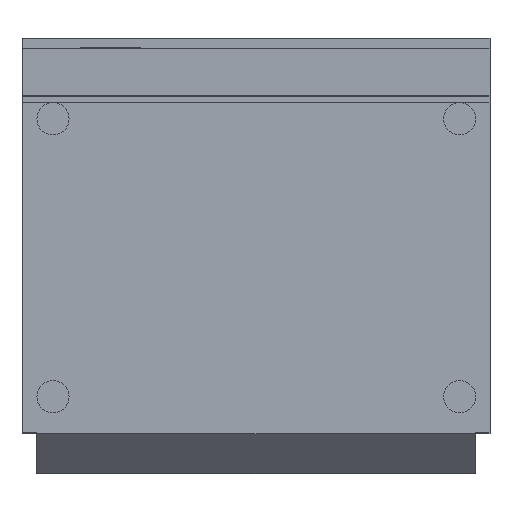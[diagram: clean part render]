
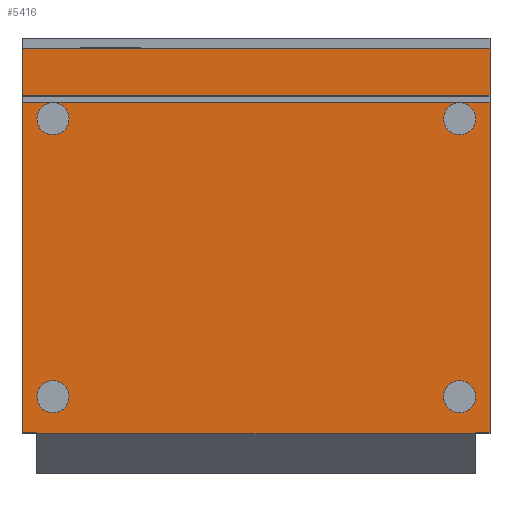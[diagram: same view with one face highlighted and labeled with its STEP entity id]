
A CAD part, front view. The second image highlights one B-rep face of the part: STEP entity #5416.
In plain terms, the highlighted planar face has unit normal (0, -1, 0).
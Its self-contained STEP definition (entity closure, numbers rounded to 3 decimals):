
#316=FACE_OUTER_BOUND('',#661,.T.);
#661=EDGE_LOOP('',(#3591,#3592,#3593,#3594,#3595,#3596,#3597,#3598));
#1013=LINE('',#7933,#1641);
#1017=LINE('',#7940,#1645);
#1027=LINE('',#7961,#1655);
#1028=LINE('',#7964,#1656);
#1029=LINE('',#7965,#1657);
#1030=LINE('',#7967,#1658);
#1031=LINE('',#7969,#1659);
#1032=LINE('',#7970,#1660);
#1641=VECTOR('',#6319,10.);
#1645=VECTOR('',#6325,10.);
#1655=VECTOR('',#6339,10.);
#1656=VECTOR('',#6342,10.);
#1657=VECTOR('',#6343,10.);
#1658=VECTOR('',#6344,10.);
#1659=VECTOR('',#6345,10.);
#1660=VECTOR('',#6346,10.);
#2269=VERTEX_POINT('',#7930);
#2270=VERTEX_POINT('',#7932);
#2272=VERTEX_POINT('',#7938);
#2278=VERTEX_POINT('',#7954);
#2281=VERTEX_POINT('',#7959);
#2282=VERTEX_POINT('',#7963);
#2283=VERTEX_POINT('',#7966);
#2284=VERTEX_POINT('',#7968);
#2799=EDGE_CURVE('',#2270,#2269,#1013,.T.);
#2803=EDGE_CURVE('',#2272,#2269,#1017,.T.);
#2813=EDGE_CURVE('',#2281,#2278,#1027,.T.);
#2814=EDGE_CURVE('',#2272,#2282,#1028,.T.);
#2815=EDGE_CURVE('',#2282,#2278,#1029,.T.);
#2816=EDGE_CURVE('',#2281,#2283,#1030,.T.);
#2817=EDGE_CURVE('',#2283,#2284,#1031,.T.);
#2818=EDGE_CURVE('',#2270,#2284,#1032,.T.);
#3591=ORIENTED_EDGE('',*,*,#2799,.T.);
#3592=ORIENTED_EDGE('',*,*,#2803,.F.);
#3593=ORIENTED_EDGE('',*,*,#2814,.T.);
#3594=ORIENTED_EDGE('',*,*,#2815,.T.);
#3595=ORIENTED_EDGE('',*,*,#2813,.F.);
#3596=ORIENTED_EDGE('',*,*,#2816,.T.);
#3597=ORIENTED_EDGE('',*,*,#2817,.T.);
#3598=ORIENTED_EDGE('',*,*,#2818,.F.);
#5123=PLANE('',#5826);
#5416=ADVANCED_FACE('',(#316),#5123,.F.);
#5826=AXIS2_PLACEMENT_3D('',#7962,#6340,#6341);
#6319=DIRECTION('',(-1.,0.,0.));
#6325=DIRECTION('',(0.,0.,1.));
#6339=DIRECTION('',(-1.,0.,0.));
#6340=DIRECTION('center_axis',(0.,1.,0.));
#6341=DIRECTION('ref_axis',(0.,0.,1.));
#6342=DIRECTION('',(1.,0.,0.));
#6343=DIRECTION('',(0.,0.,-1.));
#6344=DIRECTION('',(0.,0.,1.));
#6345=DIRECTION('',(1.,0.,0.));
#6346=DIRECTION('',(0.,0.,-1.));
#7930=CARTESIAN_POINT('',(-400.,0.,355.5));
#7932=CARTESIAN_POINT('',(400.,0.,355.5));
#7933=CARTESIAN_POINT('',(0.,0.,355.5));
#7938=CARTESIAN_POINT('',(-400.,0.,-302.5));
#7940=CARTESIAN_POINT('',(-400.,0.,-372.5));
#7954=CARTESIAN_POINT('',(-375.,0.,-303.5));
#7959=CARTESIAN_POINT('',(375.,0.,-303.5));
#7961=CARTESIAN_POINT('',(200.,0.,-303.5));
#7962=CARTESIAN_POINT('Origin',(0.,0.,0.));
#7963=CARTESIAN_POINT('',(-375.,0.,-302.5));
#7964=CARTESIAN_POINT('',(-193.75,0.,-302.5));
#7965=CARTESIAN_POINT('',(-375.,0.,-186.25));
#7966=CARTESIAN_POINT('',(375.,0.,-302.5));
#7967=CARTESIAN_POINT('',(375.,0.,-186.25));
#7968=CARTESIAN_POINT('',(400.,0.,-302.5));
#7969=CARTESIAN_POINT('',(193.75,0.,-302.5));
#7970=CARTESIAN_POINT('',(400.,0.,372.5));
